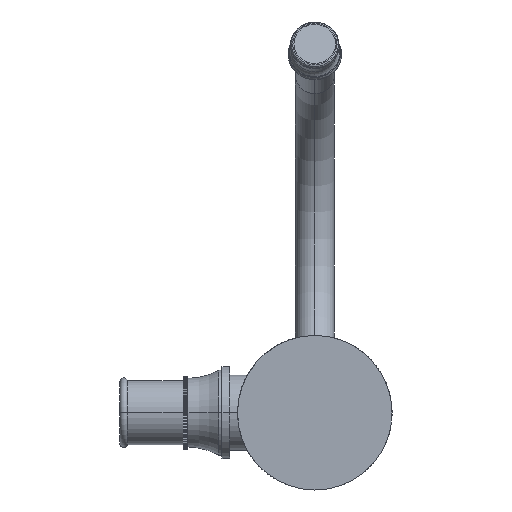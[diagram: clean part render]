
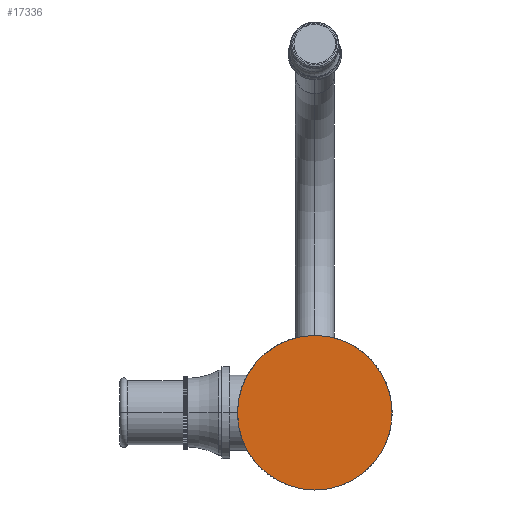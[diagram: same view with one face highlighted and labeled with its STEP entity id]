
A CAD part, front view. The second image highlights one B-rep face of the part: STEP entity #17336.
In plain terms, the highlighted planar face has unit normal (0, -1, 0).
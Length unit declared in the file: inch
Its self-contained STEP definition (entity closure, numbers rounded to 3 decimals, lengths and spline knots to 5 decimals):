
#4702=CARTESIAN_POINT('',(0.,-0.5,0.));
#4703=DIRECTION('',(0.,1.,0.));
#4704=DIRECTION('',(0.,0.,1.));
#4705=AXIS2_PLACEMENT_3D('',#4702,#4703,#4704);
#4716=CARTESIAN_POINT('',(0.,-0.5,0.));
#4717=DIRECTION('',(0.,-1.,0.));
#4718=DIRECTION('',(0.,0.,1.));
#4719=AXIS2_PLACEMENT_3D('',#4716,#4717,#4718);
#9564=CARTESIAN_POINT('',(0.,-0.5,1.));
#9565=CARTESIAN_POINT('',(0.,-0.5,-1.));
#9566=VERTEX_POINT('',#9564);
#9567=VERTEX_POINT('',#9565);
#17327=CARTESIAN_POINT('',(0.,-0.5,0.));
#17328=DIRECTION('',(0.,-1.,0.));
#17329=DIRECTION('',(0.,0.,-1.));
#17330=AXIS2_PLACEMENT_3D('',#17327,#17328,#17329);
#17331=PLANE('',#17330);
#17332=ORIENTED_EDGE('',*,*,#17309,.F.);
#17333=ORIENTED_EDGE('',*,*,#17294,.T.);
#17334=EDGE_LOOP('',(#17332,#17333));
#17335=FACE_OUTER_BOUND('',#17334,.F.);
#17336=ADVANCED_FACE('',(#17335),#17331,.T.);
#4706=CIRCLE('',#4705,1.);
#4720=CIRCLE('',#4719,1.);
#17294=EDGE_CURVE('',#9566,#9567,#4706,.T.);
#17309=EDGE_CURVE('',#9566,#9567,#4720,.T.);
